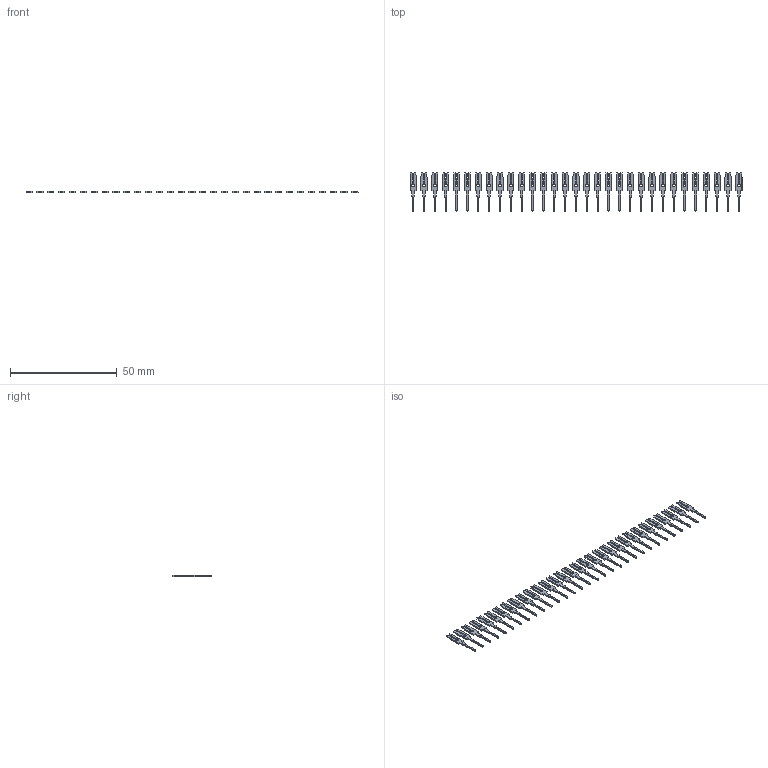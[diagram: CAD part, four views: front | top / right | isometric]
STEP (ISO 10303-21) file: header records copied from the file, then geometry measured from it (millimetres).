
FILE_DESCRIPTION (( 'STEP AP203' ), '1' );
FILE_NAME ('103-031-251-200.STEP', '2020-04-09T20:53:55', ( '' ), ( '' ), 'SwSTEP 2.0', 'SolidWorks 2016', '' );
FILE_SCHEMA (( 'CONFIG_CONTROL_DESIGN' ));
Length unit declared in the file: inch
Products named in the file (2): 100-290-001_100-290-251; 103-031-251-200
Assembly tree (31 placements, depth 2):
  103-031-251-200
    100-290-001_100-290-251  x31
Bounding box: 155.32 x 17.91 x 0.66 mm (x, y, z)
Volume: 566.8 mm3; surface area: 2785.9 mm2
Topology: 31 solids, 31 shells, 868 faces, 2418 edges, 1612 vertices
Faces by surface type: plane 682, cylinder 186
Entity records: 2054 total; most frequent: DIRECTION 210, CARTESIAN_POINT 204, ORIENTED_EDGE 156, EDGE_CURVE 78, AXIS2_PLACEMENT_3D 74, COORDINATED_UNIVERSAL_TIME_OFFSET 72, CALENDAR_DATE 72, DATE_AND_TIME 72
